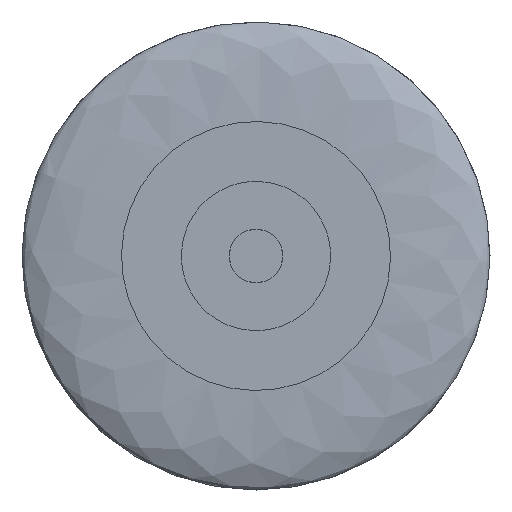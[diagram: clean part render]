
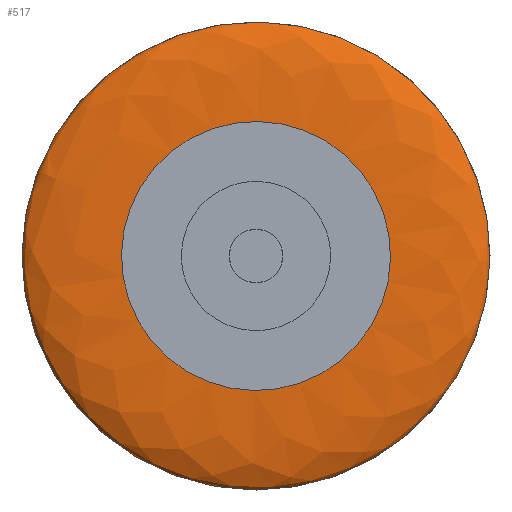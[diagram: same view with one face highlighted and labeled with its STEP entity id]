
A CAD part, front view. The second image highlights one B-rep face of the part: STEP entity #517.
In plain terms, the highlighted face is a revolution surface.
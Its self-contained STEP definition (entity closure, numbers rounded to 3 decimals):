
#357 = CYLINDRICAL_SURFACE('',#358,109.595);
#358 = AXIS2_PLACEMENT_3D('',#359,#360,#361);
#359 = CARTESIAN_POINT('',(0.,0.002,
    0.));
#360 = DIRECTION('',(0.,1.,0.));
#361 = DIRECTION('',(0.,0.,1.));
#430 = VERTEX_POINT('',#431);
#431 = CARTESIAN_POINT('',(0.,124.033,
    109.595));
#452 = EDGE_CURVE('',#430,#430,#453,.T.);
#453 = SURFACE_CURVE('',#454,(#459,#466),.PCURVE_S1.);
#454 = CIRCLE('',#455,109.595);
#455 = AXIS2_PLACEMENT_3D('',#456,#457,#458);
#456 = CARTESIAN_POINT('',(0.,124.033,
    0.));
#457 = DIRECTION('',(0.,1.,0.));
#458 = DIRECTION('',(0.,0.,1.));
#459 = PCURVE('',#357,#460);
#460 = DEFINITIONAL_REPRESENTATION('',(#461),#465);
#461 = LINE('',#462,#463);
#462 = CARTESIAN_POINT('',(0.,124.031));
#463 = VECTOR('',#464,1.);
#464 = DIRECTION('',(1.,0.));
#465 = ( GEOMETRIC_REPRESENTATION_CONTEXT(2) 
PARAMETRIC_REPRESENTATION_CONTEXT() REPRESENTATION_CONTEXT('2D SPACE',''
  ) );
#466 = PCURVE('',#467,#475);
#467 = SURFACE_OF_REVOLUTION('',#468,#472);
#468 = B_SPLINE_CURVE_WITH_KNOTS('',2,(#469,#470,#471),.UNSPECIFIED.,.F.
  ,.F.,(3,3),(0.,1.),.PIECEWISE_BEZIER_KNOTS.);
#469 = CARTESIAN_POINT('',(0.,124.033,
    109.595));
#470 = CARTESIAN_POINT('',(0.,133.54,109.595));
#471 = CARTESIAN_POINT('',(0.,133.54,62.999));
#472 = AXIS1_PLACEMENT('',#473,#474);
#473 = CARTESIAN_POINT('',(0.,0.,0.));
#474 = DIRECTION('',(0.,1.,0.));
#475 = DEFINITIONAL_REPRESENTATION('',(#476),#480);
#476 = LINE('',#477,#478);
#477 = CARTESIAN_POINT('',(0.,0.));
#478 = VECTOR('',#479,1.);
#479 = DIRECTION('',(1.,0.));
#480 = ( GEOMETRIC_REPRESENTATION_CONTEXT(2) 
PARAMETRIC_REPRESENTATION_CONTEXT() REPRESENTATION_CONTEXT('2D SPACE',''
  ) );
#517 = ADVANCED_FACE('',(#518),#467,.T.);
#518 = FACE_BOUND('',#519,.T.);
#519 = EDGE_LOOP('',(#520,#521,#544,#571));
#520 = ORIENTED_EDGE('',*,*,#452,.T.);
#521 = ORIENTED_EDGE('',*,*,#522,.T.);
#522 = EDGE_CURVE('',#430,#523,#525,.T.);
#523 = VERTEX_POINT('',#524);
#524 = CARTESIAN_POINT('',(0.,133.54,62.999));
#525 = SEAM_CURVE('',#526,(#530,#537),.PCURVE_S1.);
#526 = B_SPLINE_CURVE_WITH_KNOTS('',2,(#527,#528,#529),.UNSPECIFIED.,.F.
  ,.F.,(3,3),(0.,1.),.PIECEWISE_BEZIER_KNOTS.);
#527 = CARTESIAN_POINT('',(0.,124.033,
    109.595));
#528 = CARTESIAN_POINT('',(0.,133.54,109.595));
#529 = CARTESIAN_POINT('',(0.,133.54,62.999));
#530 = PCURVE('',#467,#531);
#531 = DEFINITIONAL_REPRESENTATION('',(#532),#536);
#532 = LINE('',#533,#534);
#533 = CARTESIAN_POINT('',(6.283,0.));
#534 = VECTOR('',#535,1.);
#535 = DIRECTION('',(0.,1.));
#536 = ( GEOMETRIC_REPRESENTATION_CONTEXT(2) 
PARAMETRIC_REPRESENTATION_CONTEXT() REPRESENTATION_CONTEXT('2D SPACE',''
  ) );
#537 = PCURVE('',#467,#538);
#538 = DEFINITIONAL_REPRESENTATION('',(#539),#543);
#539 = LINE('',#540,#541);
#540 = CARTESIAN_POINT('',(0.,0.));
#541 = VECTOR('',#542,1.);
#542 = DIRECTION('',(0.,1.));
#543 = ( GEOMETRIC_REPRESENTATION_CONTEXT(2) 
PARAMETRIC_REPRESENTATION_CONTEXT() REPRESENTATION_CONTEXT('2D SPACE',''
  ) );
#544 = ORIENTED_EDGE('',*,*,#545,.F.);
#545 = EDGE_CURVE('',#523,#523,#546,.T.);
#546 = SURFACE_CURVE('',#547,(#552,#559),.PCURVE_S1.);
#547 = CIRCLE('',#548,62.999);
#548 = AXIS2_PLACEMENT_3D('',#549,#550,#551);
#549 = CARTESIAN_POINT('',(0.,133.54,0.
    ));
#550 = DIRECTION('',(0.,1.,0.));
#551 = DIRECTION('',(0.,0.,1.));
#552 = PCURVE('',#467,#553);
#553 = DEFINITIONAL_REPRESENTATION('',(#554),#558);
#554 = LINE('',#555,#556);
#555 = CARTESIAN_POINT('',(0.,1.));
#556 = VECTOR('',#557,1.);
#557 = DIRECTION('',(1.,0.));
#558 = ( GEOMETRIC_REPRESENTATION_CONTEXT(2) 
PARAMETRIC_REPRESENTATION_CONTEXT() REPRESENTATION_CONTEXT('2D SPACE',''
  ) );
#559 = PCURVE('',#560,#565);
#560 = PLANE('',#561);
#561 = AXIS2_PLACEMENT_3D('',#562,#563,#564);
#562 = CARTESIAN_POINT('',(0.,133.54,0.
    ));
#563 = DIRECTION('',(0.,1.,0.));
#564 = DIRECTION('',(0.,0.,1.));
#565 = DEFINITIONAL_REPRESENTATION('',(#566),#570);
#566 = CIRCLE('',#567,62.999);
#567 = AXIS2_PLACEMENT_2D('',#568,#569);
#568 = CARTESIAN_POINT('',(0.,0.));
#569 = DIRECTION('',(1.,0.));
#570 = ( GEOMETRIC_REPRESENTATION_CONTEXT(2) 
PARAMETRIC_REPRESENTATION_CONTEXT() REPRESENTATION_CONTEXT('2D SPACE',''
  ) );
#571 = ORIENTED_EDGE('',*,*,#522,.F.);
